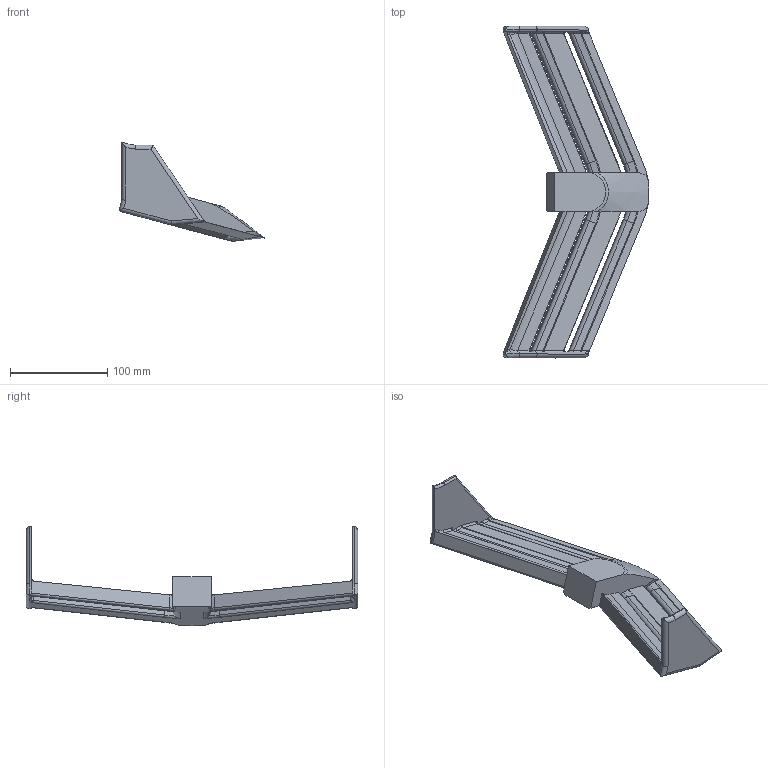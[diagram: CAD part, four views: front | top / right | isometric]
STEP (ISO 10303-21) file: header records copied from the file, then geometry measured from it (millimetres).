
FILE_DESCRIPTION(/* description */ ('STEP AP242','CAx-IF Rec.Pracs.---Representation and Presentation of Product Manufacturing Information (PMI)---4.0---2014-10-13','CAx-IF Rec.Pracs.---3D Tessellated Geometry---0.4---2014-09-14','2;1'),/* implementation_level */ '2;1');
FILE_NAME(/* name */ '667b13f5b53f2b7101caddfd',/* time_stamp */ '2024-06-25T19:01:10Z',/* author */ (''),/* organization */ (''),/* preprocessor_version */ 'ST-DEVELOPER v20',/* originating_system */ ' ',/* authorisation */ ' ');
FILE_SCHEMA (('AP242_MANAGED_MODEL_BASED_3D_ENGINEERING_MIM_LF { 1 0 10303 442 1 1 4 }'));
Length unit declared in the file: metre
Products named in the file (1): Part 2
Bounding box: 149.93 x 340.8 x 102.19 mm (x, y, z)
Volume: 320010.4 mm3; surface area: 89161.1 mm2
Topology: 1 solids, 1 shells, 183 faces, 465 edges, 276 vertices
Faces by surface type: cylinder 73, plane 43, bspline 31, torus 26, cone 10
Entity records: 6036 total; most frequent: CARTESIAN_POINT 1786, ORIENTED_EDGE 930, DIRECTION 861, EDGE_CURVE 465, AXIS2_PLACEMENT_3D 337, VERTEX_POINT 276, LINE 187, VECTOR 187
